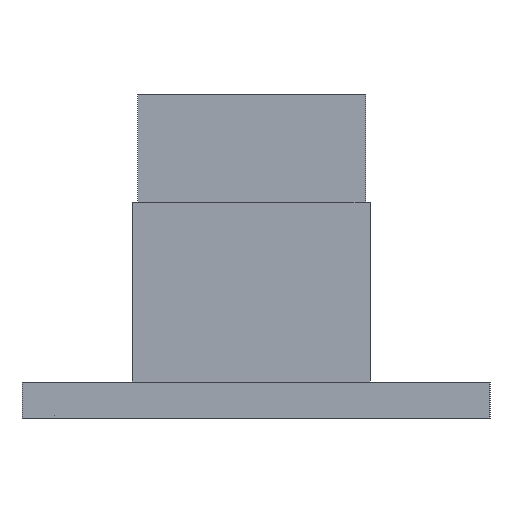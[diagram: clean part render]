
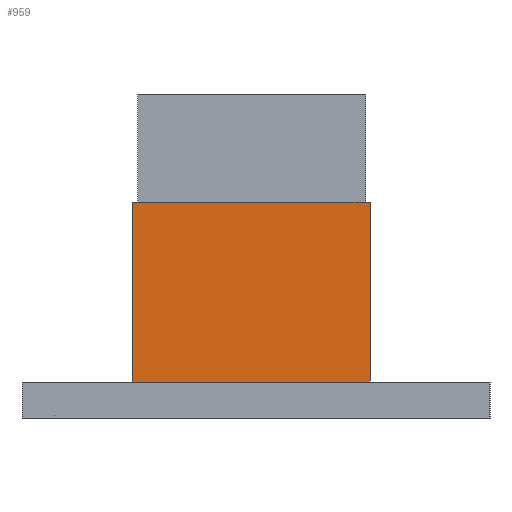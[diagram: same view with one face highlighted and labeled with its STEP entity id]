
A CAD part, left-side view. The second image highlights one B-rep face of the part: STEP entity #959.
In plain terms, the highlighted planar face has unit normal (-1, 0, 0).
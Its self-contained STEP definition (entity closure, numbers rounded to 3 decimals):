
#32 = AXIS2_PLACEMENT_3D ( 'NONE', #51, #847, #45 ) ;
#45 = DIRECTION ( 'NONE',  ( 0., 0., -1. ) ) ;
#51 = CARTESIAN_POINT ( 'NONE',  ( -20.371, 6.881, 12. ) ) ;
#109 = DIRECTION ( 'NONE',  ( 0., 0., -1. ) ) ;
#116 = VECTOR ( 'NONE', #703, 1000. ) ;
#122 = EDGE_CURVE ( 'NONE', #454, #498, #866, .T. ) ;
#146 = ORIENTED_EDGE ( 'NONE', *, *, #909, .T. ) ;
#192 = DIRECTION ( 'NONE',  ( 0., 0., -1. ) ) ;
#280 = CARTESIAN_POINT ( 'NONE',  ( -20.371, -6.337, 12. ) ) ;
#290 = LINE ( 'NONE', #629, #660 ) ;
#296 = EDGE_CURVE ( 'NONE', #729, #397, #422, .T. ) ;
#321 = FACE_OUTER_BOUND ( 'NONE', #579, .T. ) ;
#374 = CARTESIAN_POINT ( 'NONE',  ( -20.371, 6.881, 2. ) ) ;
#397 = VERTEX_POINT ( 'NONE', #425 ) ;
#398 = CARTESIAN_POINT ( 'NONE',  ( -20.371, 6.881, 12. ) ) ;
#422 = LINE ( 'NONE', #692, #116 ) ;
#425 = CARTESIAN_POINT ( 'NONE',  ( -20.371, -6.337, 2. ) ) ;
#428 = CARTESIAN_POINT ( 'NONE',  ( -20.371, 6.881, 12. ) ) ;
#454 = VERTEX_POINT ( 'NONE', #428 ) ;
#456 = ORIENTED_EDGE ( 'NONE', *, *, #296, .T. ) ;
#472 = VECTOR ( 'NONE', #475, 1000. ) ;
#475 = DIRECTION ( 'NONE',  ( 0., -1., 0. ) ) ;
#498 = VERTEX_POINT ( 'NONE', #280 ) ;
#530 = LINE ( 'NONE', #548, #601 ) ;
#548 = CARTESIAN_POINT ( 'NONE',  ( -20.371, -6.337, 12. ) ) ;
#579 = EDGE_LOOP ( 'NONE', ( #456, #591, #756, #146 ) ) ;
#591 = ORIENTED_EDGE ( 'NONE', *, *, #809, .F. ) ;
#601 = VECTOR ( 'NONE', #109, 1000. ) ;
#629 = CARTESIAN_POINT ( 'NONE',  ( -20.371, 6.881, 12. ) ) ;
#660 = VECTOR ( 'NONE', #192, 1000. ) ;
#692 = CARTESIAN_POINT ( 'NONE',  ( -20.371, 6.881, 2. ) ) ;
#703 = DIRECTION ( 'NONE',  ( 0., -1., 0. ) ) ;
#729 = VERTEX_POINT ( 'NONE', #374 ) ;
#756 = ORIENTED_EDGE ( 'NONE', *, *, #122, .F. ) ;
#809 = EDGE_CURVE ( 'NONE', #498, #397, #530, .T. ) ;
#847 = DIRECTION ( 'NONE',  ( 1., 0., 0. ) ) ;
#866 = LINE ( 'NONE', #398, #472 ) ;
#909 = EDGE_CURVE ( 'NONE', #454, #729, #290, .T. ) ;
#924 = PLANE ( 'NONE',  #32 ) ;
#959 = ADVANCED_FACE ( 'NONE', ( #321 ), #924, .F. ) ;
